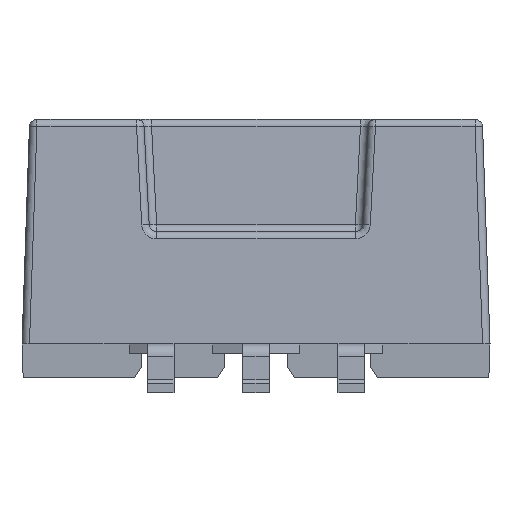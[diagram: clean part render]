
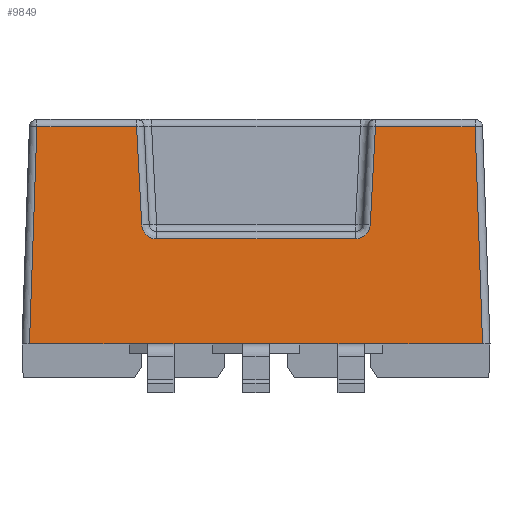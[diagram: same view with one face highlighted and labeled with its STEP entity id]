
A CAD part, left-side view. The second image highlights one B-rep face of the part: STEP entity #9849.
In plain terms, the highlighted planar face has unit normal (-0.999, 0, 0.034).
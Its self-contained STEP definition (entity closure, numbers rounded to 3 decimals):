
#255=ELLIPSE('',#10309,0.4,0.4);
#256=ELLIPSE('',#10310,0.4,0.4);
#345=LINE('',#13334,#1001);
#383=LINE('',#13410,#1039);
#386=LINE('',#13414,#1042);
#389=LINE('',#13419,#1045);
#395=LINE('',#13436,#1051);
#561=LINE('',#13780,#1217);
#562=LINE('',#13783,#1218);
#563=LINE('',#13784,#1219);
#564=LINE('',#13785,#1220);
#565=LINE('',#13786,#1221);
#566=LINE('',#13788,#1222);
#567=LINE('',#13790,#1223);
#568=LINE('',#13794,#1224);
#569=LINE('',#13798,#1225);
#1001=VECTOR('',#10856,1000.);
#1039=VECTOR('',#10898,1000.);
#1042=VECTOR('',#10903,1000.);
#1045=VECTOR('',#10908,1000.);
#1051=VECTOR('',#10920,1000.);
#1217=VECTOR('',#11200,1000.);
#1218=VECTOR('',#11201,1000.);
#1219=VECTOR('',#11202,1000.);
#1220=VECTOR('',#11203,1000.);
#1221=VECTOR('',#11204,1000.);
#1222=VECTOR('',#11205,1000.);
#1223=VECTOR('',#11206,1000.);
#1224=VECTOR('',#11209,1000.);
#1225=VECTOR('',#11212,1000.);
#2076=ORIENTED_EDGE('',*,*,#4126,.T.);
#2077=ORIENTED_EDGE('',*,*,#4127,.T.);
#2078=ORIENTED_EDGE('',*,*,#3936,.F.);
#2079=ORIENTED_EDGE('',*,*,#4128,.F.);
#2080=ORIENTED_EDGE('',*,*,#3930,.F.);
#2081=ORIENTED_EDGE('',*,*,#3892,.F.);
#2082=ORIENTED_EDGE('',*,*,#3933,.F.);
#2083=ORIENTED_EDGE('',*,*,#4129,.F.);
#2084=ORIENTED_EDGE('',*,*,#3944,.F.);
#2085=ORIENTED_EDGE('',*,*,#4130,.T.);
#2086=ORIENTED_EDGE('',*,*,#4131,.T.);
#2087=ORIENTED_EDGE('',*,*,#4132,.T.);
#2088=ORIENTED_EDGE('',*,*,#4133,.F.);
#2089=ORIENTED_EDGE('',*,*,#4134,.T.);
#2090=ORIENTED_EDGE('',*,*,#4135,.F.);
#2091=ORIENTED_EDGE('',*,*,#4136,.T.);
#3892=EDGE_CURVE('',#4938,#4936,#345,.T.);
#3930=EDGE_CURVE('',#4936,#4921,#383,.T.);
#3933=EDGE_CURVE('',#4915,#4938,#386,.T.);
#3936=EDGE_CURVE('',#4975,#4976,#389,.T.);
#3944=EDGE_CURVE('',#4983,#4984,#395,.T.);
#4126=EDGE_CURVE('',#5105,#5106,#561,.T.);
#4127=EDGE_CURVE('',#5106,#4976,#562,.F.);
#4128=EDGE_CURVE('',#4921,#4975,#563,.T.);
#4129=EDGE_CURVE('',#4984,#4915,#564,.T.);
#4130=EDGE_CURVE('',#4983,#5107,#565,.F.);
#4131=EDGE_CURVE('',#5107,#5108,#566,.T.);
#4132=EDGE_CURVE('',#5108,#5109,#567,.T.);
#4133=EDGE_CURVE('',#5110,#5109,#255,.F.);
#4134=EDGE_CURVE('',#5110,#5111,#568,.T.);
#4135=EDGE_CURVE('',#5112,#5111,#256,.F.);
#4136=EDGE_CURVE('',#5112,#5105,#569,.T.);
#4915=VERTEX_POINT('',#13278);
#4921=VERTEX_POINT('',#13293);
#4936=VERTEX_POINT('',#13329);
#4938=VERTEX_POINT('',#13333);
#4975=VERTEX_POINT('',#13418);
#4976=VERTEX_POINT('',#13420);
#4983=VERTEX_POINT('',#13435);
#4984=VERTEX_POINT('',#13437);
#5105=VERTEX_POINT('',#13781);
#5106=VERTEX_POINT('',#13782);
#5107=VERTEX_POINT('',#13787);
#5108=VERTEX_POINT('',#13789);
#5109=VERTEX_POINT('',#13791);
#5110=VERTEX_POINT('',#13793);
#5111=VERTEX_POINT('',#13795);
#5112=VERTEX_POINT('',#13797);
#5739=EDGE_LOOP('',(#2076,#2077,#2078,#2079,#2080,#2081,#2082,#2083,#2084,
#2085,#2086,#2087,#2088,#2089,#2090,#2091));
#6189=FACE_BOUND('',#5739,.T.);
#6620=PLANE('',#10308);
#9849=ADVANCED_FACE('',(#6189),#6620,.F.);
#10308=AXIS2_PLACEMENT_3D('',#13779,#11198,#11199);
#10309=AXIS2_PLACEMENT_3D('',#13792,#11207,#11208);
#10310=AXIS2_PLACEMENT_3D('',#13796,#11210,#11211);
#10856=DIRECTION('',(0.,1.,0.));
#10898=DIRECTION('',(0.,1.,0.));
#10903=DIRECTION('',(0.,1.,0.));
#10908=DIRECTION('',(0.,1.,0.));
#10920=DIRECTION('',(0.,1.,0.));
#11198=DIRECTION('',(0.999,0.,-0.034));
#11199=DIRECTION('',(-0.034,0.,-0.999));
#11200=DIRECTION('',(0.,1.,0.));
#11201=DIRECTION('',(0.034,-0.034,0.999));
#11202=DIRECTION('',(0.,1.,0.));
#11203=DIRECTION('',(0.,1.,0.));
#11204=DIRECTION('',(-0.034,-0.034,-0.999));
#11205=DIRECTION('',(0.,1.,0.));
#11206=DIRECTION('',(-0.034,0.052,-0.998));
#11207=DIRECTION('',(0.999,0.,-0.034));
#11208=DIRECTION('',(0.034,0.,0.999));
#11209=DIRECTION('',(0.,1.,0.));
#11210=DIRECTION('',(0.999,0.,-0.034));
#11211=DIRECTION('',(-0.034,0.,-0.999));
#11212=DIRECTION('',(0.034,0.052,0.998));
#13278=CARTESIAN_POINT('',(-12.,-2.19,0.));
#13293=CARTESIAN_POINT('',(-12.,2.19,0.));
#13329=CARTESIAN_POINT('',(-12.,1.017,0.));
#13333=CARTESIAN_POINT('',(-12.,-1.017,0.));
#13334=CARTESIAN_POINT('',(-12.,-6.25,0.));
#13410=CARTESIAN_POINT('',(-12.,-6.25,0.));
#13414=CARTESIAN_POINT('',(-12.,-6.25,0.));
#13418=CARTESIAN_POINT('',(-12.,3.307,0.));
#13419=CARTESIAN_POINT('',(-12.,-6.25,0.));
#13420=CARTESIAN_POINT('',(-12.,6.05,0.));
#13435=CARTESIAN_POINT('',(-12.,-6.05,0.));
#13436=CARTESIAN_POINT('',(-12.,-6.25,0.));
#13437=CARTESIAN_POINT('',(-12.,-3.307,0.));
#13779=CARTESIAN_POINT('',(-11.795,-6.25,6.));
#13780=CARTESIAN_POINT('',(-11.802,-6.25,5.807));
#13781=CARTESIAN_POINT('',(-11.802,3.19,5.807));
#13782=CARTESIAN_POINT('',(-11.802,5.852,5.807));
#13783=CARTESIAN_POINT('',(-12.,6.05,-0.007));
#13784=CARTESIAN_POINT('',(-12.,-6.25,0.));
#13785=CARTESIAN_POINT('',(-12.,-6.25,0.));
#13786=CARTESIAN_POINT('',(-11.795,-5.845,5.993));
#13787=CARTESIAN_POINT('',(-11.802,-5.852,5.807));
#13788=CARTESIAN_POINT('',(-11.802,-6.25,5.807));
#13789=CARTESIAN_POINT('',(-11.802,-3.19,5.807));
#13790=CARTESIAN_POINT('',(-11.898,-3.042,2.99));
#13791=CARTESIAN_POINT('',(-11.891,-3.052,3.186));
#13792=CARTESIAN_POINT('',(-11.89,-2.653,3.207));
#13793=CARTESIAN_POINT('',(-11.904,-2.653,2.807));
#13794=CARTESIAN_POINT('',(-11.904,-6.25,2.807));
#13795=CARTESIAN_POINT('',(-11.904,2.653,2.807));
#13796=CARTESIAN_POINT('',(-11.89,2.653,3.207));
#13797=CARTESIAN_POINT('',(-11.891,3.052,3.186));
#13798=CARTESIAN_POINT('',(-11.795,3.199,5.99));
